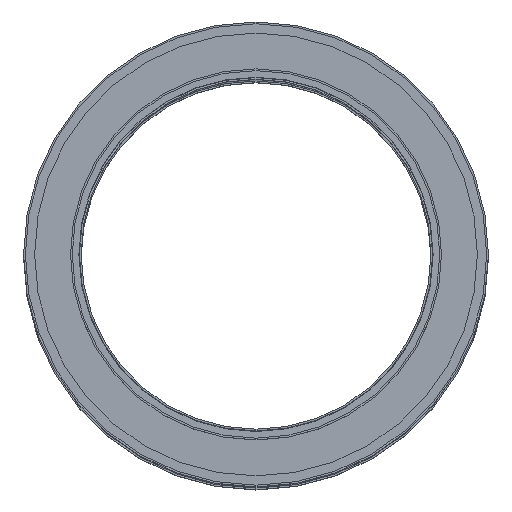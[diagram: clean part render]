
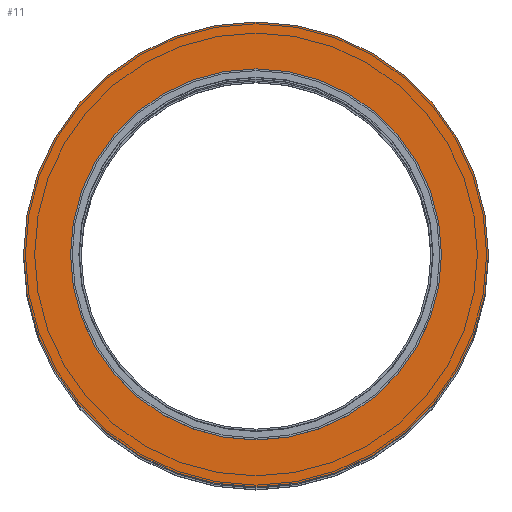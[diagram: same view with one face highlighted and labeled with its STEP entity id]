
A CAD part, top view. The second image highlights one B-rep face of the part: STEP entity #11.
In plain terms, the highlighted planar face has unit normal (0, 0, 1).
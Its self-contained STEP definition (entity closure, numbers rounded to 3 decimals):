
#4 = ORIENTED_EDGE ( 'NONE', *, *, #14, .F. ) ;
#5 = ORIENTED_EDGE ( 'NONE', *, *, #51, .F. ) ;
#6 = EDGE_LOOP ( 'NONE', ( #5, #4 ) ) ;
#7 = ORIENTED_EDGE ( 'NONE', *, *, #8, .T. ) ;
#8 = EDGE_CURVE ( 'NONE', #59, #58, #428, .T. ) ;
#9 = ORIENTED_EDGE ( 'NONE', *, *, #57, .T. ) ;
#10 = EDGE_LOOP ( 'NONE', ( #9, #7 ) ) ;
#11 = ADVANCED_FACE ( 'NONE', ( #423, #422 ), #421, .T. ) ;
#14 = EDGE_CURVE ( 'NONE', #53, #52, #486, .T. ) ;
#51 = EDGE_CURVE ( 'NONE', #52, #53, #487, .T. ) ;
#52 = VERTEX_POINT ( 'NONE', #545 ) ;
#53 = VERTEX_POINT ( 'NONE', #544 ) ;
#57 = EDGE_CURVE ( 'NONE', #58, #59, #539, .T. ) ;
#58 = VERTEX_POINT ( 'NONE', #534 ) ;
#59 = VERTEX_POINT ( 'NONE', #533 ) ;
#420 = CARTESIAN_POINT ( 'NONE',  ( 0., 104.75, 500. ) ) ;
#421 = PLANE ( 'NONE',  #485 ) ;
#422 = FACE_BOUND ( 'NONE', #6, .T. ) ;
#423 = FACE_OUTER_BOUND ( 'NONE', #10, .T. ) ;
#424 = DIRECTION ( 'NONE',  ( 1., 0., 0. ) ) ;
#425 = DIRECTION ( 'NONE',  ( 0., 0., 1. ) ) ;
#426 = CARTESIAN_POINT ( 'NONE',  ( 0., 0., 500. ) ) ;
#427 = AXIS2_PLACEMENT_3D ( 'NONE', #426, #425, #424 ) ;
#428 = CIRCLE ( 'NONE', #427, 131.25 ) ;
#479 = DIRECTION ( 'NONE',  ( 1., 0., 0. ) ) ;
#480 = DIRECTION ( 'NONE',  ( 0., 0., 1. ) ) ;
#481 = CARTESIAN_POINT ( 'NONE',  ( 0., 0., 500. ) ) ;
#482 = AXIS2_PLACEMENT_3D ( 'NONE', #481, #480, #479 ) ;
#483 = DIRECTION ( 'NONE',  ( 1., 0., 0. ) ) ;
#484 = DIRECTION ( 'NONE',  ( 0., 0., 1. ) ) ;
#485 = AXIS2_PLACEMENT_3D ( 'NONE', #420, #484, #483 ) ;
#486 = CIRCLE ( 'NONE', #482, 104.75 ) ;
#487 = CIRCLE ( 'NONE', #549, 104.75 ) ;
#533 = CARTESIAN_POINT ( 'NONE',  ( -131.25, 0., 500. ) ) ;
#534 = CARTESIAN_POINT ( 'NONE',  ( 131.25, 0., 500. ) ) ;
#535 = DIRECTION ( 'NONE',  ( 1., 0., 0. ) ) ;
#536 = DIRECTION ( 'NONE',  ( 0., 0., 1. ) ) ;
#537 = CARTESIAN_POINT ( 'NONE',  ( 0., 0., 500. ) ) ;
#538 = AXIS2_PLACEMENT_3D ( 'NONE', #537, #536, #535 ) ;
#539 = CIRCLE ( 'NONE', #538, 131.25 ) ;
#544 = CARTESIAN_POINT ( 'NONE',  ( -104.75, 0., 500. ) ) ;
#545 = CARTESIAN_POINT ( 'NONE',  ( 104.75, 0., 500. ) ) ;
#546 = DIRECTION ( 'NONE',  ( 1., 0., 0. ) ) ;
#547 = DIRECTION ( 'NONE',  ( 0., 0., 1. ) ) ;
#548 = CARTESIAN_POINT ( 'NONE',  ( 0., 0., 500. ) ) ;
#549 = AXIS2_PLACEMENT_3D ( 'NONE', #548, #547, #546 ) ;
